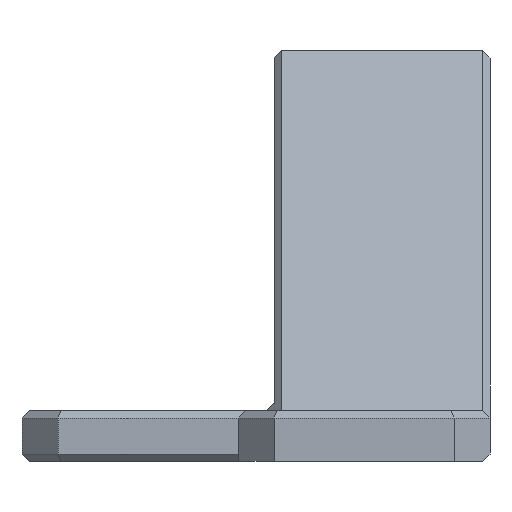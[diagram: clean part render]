
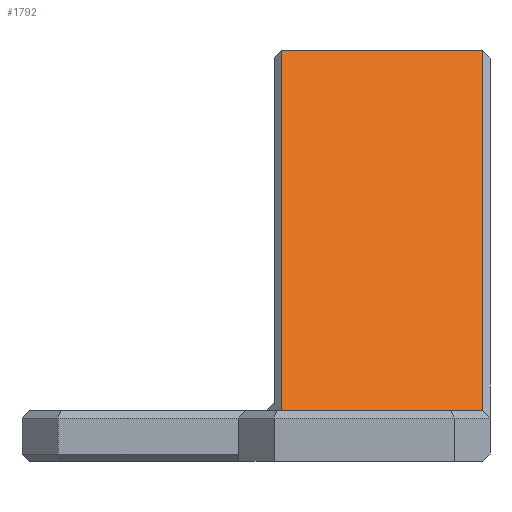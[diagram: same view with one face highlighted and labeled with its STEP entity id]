
A CAD part, front view. The second image highlights one B-rep face of the part: STEP entity #1792.
In plain terms, the highlighted planar face has unit normal (0, -0.707, 0.707).
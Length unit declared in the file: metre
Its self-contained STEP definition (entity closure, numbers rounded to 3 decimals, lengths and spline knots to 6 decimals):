
#361=ORIENTED_EDGE('',*,*,#555,.F.);
#362=ORIENTED_EDGE('',*,*,#753,.T.);
#363=ORIENTED_EDGE('',*,*,#717,.F.);
#364=ORIENTED_EDGE('',*,*,#754,.T.);
#555=EDGE_CURVE('',#803,#804,#962,.T.);
#717=EDGE_CURVE('',#942,#943,#1110,.T.);
#753=EDGE_CURVE('',#803,#943,#1138,.F.);
#754=EDGE_CURVE('',#942,#804,#1139,.F.);
#803=VERTEX_POINT('',#2496);
#804=VERTEX_POINT('',#2498);
#942=VERTEX_POINT('',#2827);
#943=VERTEX_POINT('',#2829);
#962=LINE('',#2497,#1178);
#1110=LINE('',#2828,#1326);
#1138=LINE('',#2894,#1354);
#1139=LINE('',#2895,#1355);
#1178=VECTOR('',#2002,1.);
#1326=VECTOR('',#2238,1.);
#1354=VECTOR('',#2328,1.);
#1355=VECTOR('',#2329,1.);
#1456=EDGE_LOOP('',(#361,#362,#363,#364));
#1583=FACE_BOUND('',#1456,.T.);
#1699=PLANE('',#1933);
#1792=ADVANCED_FACE('',(#1583),#1699,.F.);
#1933=AXIS2_PLACEMENT_3D('',#2893,#2326,#2327);
#2002=DIRECTION('',(-1.,0.,0.));
#2238=DIRECTION('',(1.,0.,0.));
#2326=DIRECTION('',(0.,0.707,-0.707));
#2327=DIRECTION('',(-1.,0.,0.));
#2328=DIRECTION('',(0.,-0.707,-0.707));
#2329=DIRECTION('',(0.,0.707,0.707));
#2496=CARTESIAN_POINT('',(0.0315,-0.064,0.007));
#2497=CARTESIAN_POINT('',(0.0025,-0.064,0.007));
#2498=CARTESIAN_POINT('',(0.0035,-0.064,0.007));
#2827=CARTESIAN_POINT('',(0.0035,-0.014,0.057));
#2828=CARTESIAN_POINT('',(0.,-0.014,0.057));
#2829=CARTESIAN_POINT('',(0.0315,-0.014,0.057));
#2893=CARTESIAN_POINT('',(0.0175,-0.015,0.056));
#2894=CARTESIAN_POINT('',(0.0315,-0.015,0.056));
#2895=CARTESIAN_POINT('',(0.0035,-0.064,0.007));
